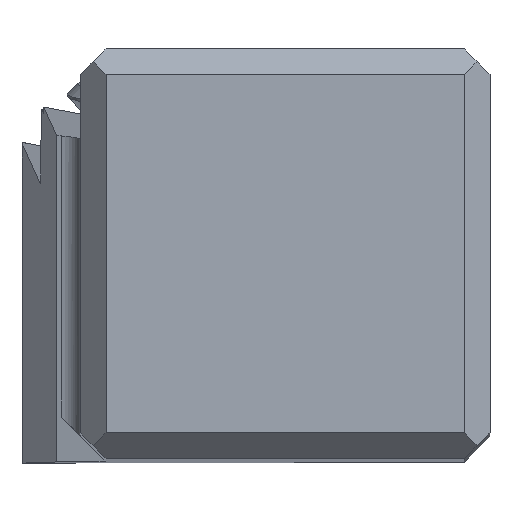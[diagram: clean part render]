
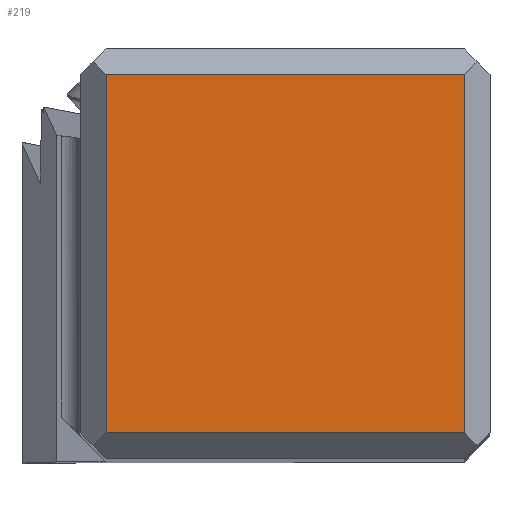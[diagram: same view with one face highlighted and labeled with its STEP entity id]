
A CAD part, top view. The second image highlights one B-rep face of the part: STEP entity #219.
In plain terms, the highlighted planar face has unit normal (0, 0, 1).
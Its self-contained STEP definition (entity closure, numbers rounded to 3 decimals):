
#155=FACE_OUTER_BOUND('',#333,.T.);
#219=ADVANCED_FACE('',(#155),#282,.T.);
#282=PLANE('',#1374);
#333=EDGE_LOOP('',(#546,#547,#548,#549));
#546=ORIENTED_EDGE('',*,*,#942,.F.);
#547=ORIENTED_EDGE('',*,*,#943,.T.);
#548=ORIENTED_EDGE('',*,*,#944,.T.);
#549=ORIENTED_EDGE('',*,*,#882,.F.);
#758=VERTEX_POINT('',#1880);
#759=VERTEX_POINT('',#1882);
#795=VERTEX_POINT('',#2000);
#796=VERTEX_POINT('',#2004);
#882=EDGE_CURVE('',#758,#759,#1055,.T.);
#942=EDGE_CURVE('',#795,#758,#1109,.T.);
#943=EDGE_CURVE('',#795,#796,#1110,.T.);
#944=EDGE_CURVE('',#796,#759,#1111,.T.);
#1055=LINE('',#1881,#1172);
#1109=LINE('',#2001,#1226);
#1110=LINE('',#2003,#1227);
#1111=LINE('',#2005,#1228);
#1172=VECTOR('',#1514,1.);
#1226=VECTOR('',#1626,1.);
#1227=VECTOR('',#1629,1.);
#1228=VECTOR('',#1630,1.);
#1374=AXIS2_PLACEMENT_3D('',#2006,#1631,#1632);
#1514=DIRECTION('',(-1.,0.,0.));
#1626=DIRECTION('',(0.,-1.,0.));
#1629=DIRECTION('',(-1.,0.,0.));
#1630=DIRECTION('',(0.,-1.,0.));
#1631=DIRECTION('',(0.,0.,1.));
#1632=DIRECTION('',(-1.,0.,0.));
#1880=CARTESIAN_POINT('',(-1.,1.,0.));
#1881=CARTESIAN_POINT('',(-1.,1.,0.));
#1882=CARTESIAN_POINT('',(-14.875,1.,0.));
#2000=CARTESIAN_POINT('',(-1.,14.875,0.));
#2001=CARTESIAN_POINT('',(-1.,14.875,0.));
#2003=CARTESIAN_POINT('',(-1.,14.875,0.));
#2004=CARTESIAN_POINT('',(-14.875,14.875,0.));
#2005=CARTESIAN_POINT('',(-14.875,14.875,0.));
#2006=CARTESIAN_POINT('',(-7.938,7.938,0.));
